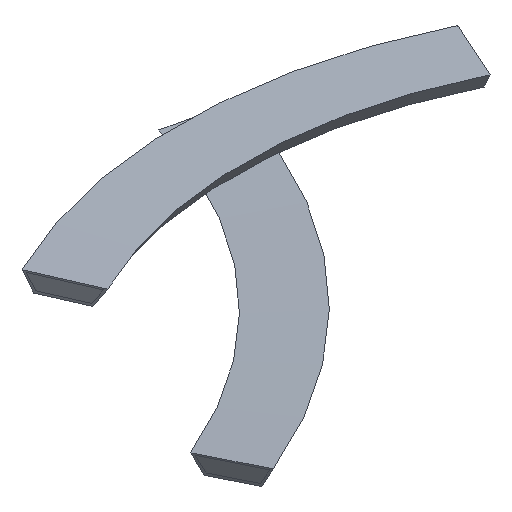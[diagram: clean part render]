
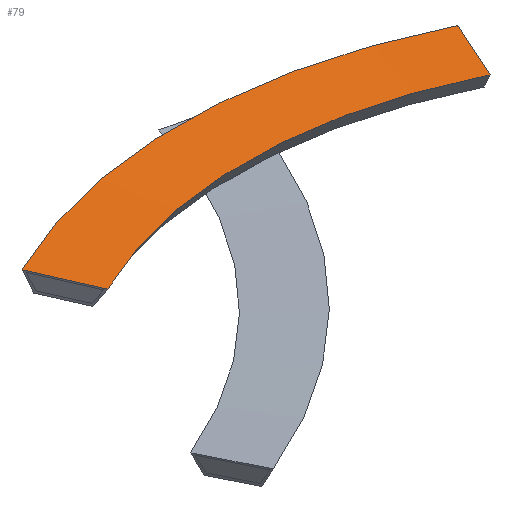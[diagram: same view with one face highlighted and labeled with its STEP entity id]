
A CAD part, isometric view. The second image highlights one B-rep face of the part: STEP entity #79.
In plain terms, the highlighted conical face has half-angle 87 degrees and reference radius 56891.4 mm.
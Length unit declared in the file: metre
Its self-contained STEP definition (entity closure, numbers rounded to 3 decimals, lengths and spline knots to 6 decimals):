
#79 = ADVANCED_FACE( '', ( #161 ), #162, .F. );
#161 = FACE_OUTER_BOUND( '', #247, .T. );
#162 = CONICAL_SURFACE( '', #248, 56.891366, 1.518 );
#247 = EDGE_LOOP( '', ( #387, #388, #389, #390 ) );
#248 = AXIS2_PLACEMENT_3D( '', #391, #392, #393 );
#387 = ORIENTED_EDGE( '', *, *, #492, .F. );
#388 = ORIENTED_EDGE( '', *, *, #510, .F. );
#389 = ORIENTED_EDGE( '', *, *, #517, .T. );
#390 = ORIENTED_EDGE( '', *, *, #525, .T. );
#391 = CARTESIAN_POINT( '', ( 6.566541, -56.797802, 20.607551 ) );
#392 = DIRECTION( '', ( 0.046, 0.024, 0.999 ) );
#393 = DIRECTION( '', ( 0.64, 0.767, -0.048 ) );
#492 = EDGE_CURVE( '', #576, #571, #578, .T. );
#510 = EDGE_CURVE( '', #605, #576, #606, .T. );
#517 = EDGE_CURVE( '', #605, #615, #616, .T. );
#525 = EDGE_CURVE( '', #615, #571, #625, .T. );
#571 = VERTEX_POINT( '', #696 );
#576 = VERTEX_POINT( '', #704 );
#578 = CIRCLE( '', #712, 64.805306 );
#605 = VERTEX_POINT( '', #772 );
#606 = B_SPLINE_CURVE_WITH_KNOTS( '', 3, ( #773, #774, #775, #776, #777, #778, #779 ), .UNSPECIFIED., .F., .F., ( 4, 3, 4 ), ( 12.1032, 16.065803, 20.028024 ), .UNSPECIFIED. );
#615 = VERTEX_POINT( '', #797 );
#616 = CIRCLE( '', #798, 56.891366 );
#625 = B_SPLINE_CURVE_WITH_KNOTS( '', 3, ( #819, #820, #821, #822, #823, #824, #825 ), .UNSPECIFIED., .F., .F., ( 4, 3, 4 ), ( 12.050109, 16.012713, 19.974934 ), .UNSPECIFIED. );
#696 = CARTESIAN_POINT( '', ( 32.656639, 2.482965, 18.372122 ) );
#704 = CARTESIAN_POINT( '', ( -23.471799, 0.625443, 21.018412 ) );
#712 = AXIS2_PLACEMENT_3D( '', #889, #890, #891 );
#772 = CARTESIAN_POINT( '', ( -19.803939, -6.387234, 20.60366 ) );
#773 = CARTESIAN_POINT( '', ( -19.803939, -6.387234, 20.60366 ) );
#774 = CARTESIAN_POINT( '', ( -20.415279, -5.218398, 20.672789 ) );
#775 = CARTESIAN_POINT( '', ( -21.026618, -4.049562, 20.741918 ) );
#776 = CARTESIAN_POINT( '', ( -21.637957, -2.880726, 20.811046 ) );
#777 = CARTESIAN_POINT( '', ( -22.249238, -1.712003, 20.880168 ) );
#778 = CARTESIAN_POINT( '', ( -22.860518, -0.54328, 20.94929 ) );
#779 = CARTESIAN_POINT( '', ( -23.471799, 0.625443, 21.018412 ) );
#797 = CARTESIAN_POINT( '', ( 29.436682, -4.757659, 18.28211 ) );
#798 = AXIS2_PLACEMENT_3D( '', #904, #905, #906 );
#819 = CARTESIAN_POINT( '', ( 29.436682, -4.757659, 18.28211 ) );
#820 = CARTESIAN_POINT( '', ( 29.973367, -3.55083, 18.297113 ) );
#821 = CARTESIAN_POINT( '', ( 30.510053, -2.344001, 18.312115 ) );
#822 = CARTESIAN_POINT( '', ( 31.046738, -1.137172, 18.327118 ) );
#823 = CARTESIAN_POINT( '', ( 31.583372, 0.06954, 18.342119 ) );
#824 = CARTESIAN_POINT( '', ( 32.120005, 1.276252, 18.357121 ) );
#825 = CARTESIAN_POINT( '', ( 32.656639, 2.482965, 18.372122 ) );
#889 = CARTESIAN_POINT( '', ( 6.585735, -56.787729, 21.021736 ) );
#890 = DIRECTION( '', ( -0.046, -0.024, -0.999 ) );
#891 = DIRECTION( '', ( -0.466, 0.885, 0. ) );
#904 = CARTESIAN_POINT( '', ( 6.566541, -56.797802, 20.607551 ) );
#905 = DIRECTION( '', ( -0.046, -0.024, -0.999 ) );
#906 = DIRECTION( '', ( -0.466, 0.885, 0. ) );
